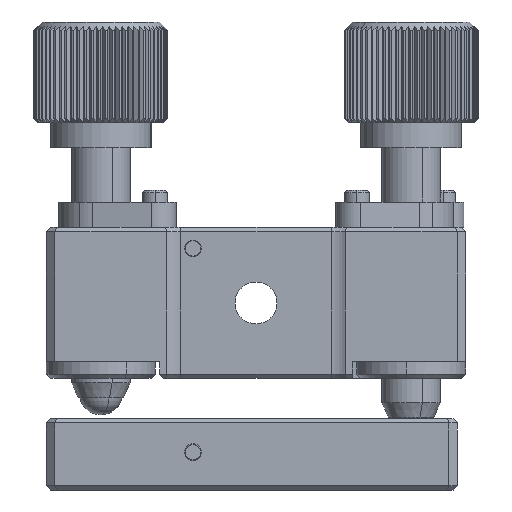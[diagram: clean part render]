
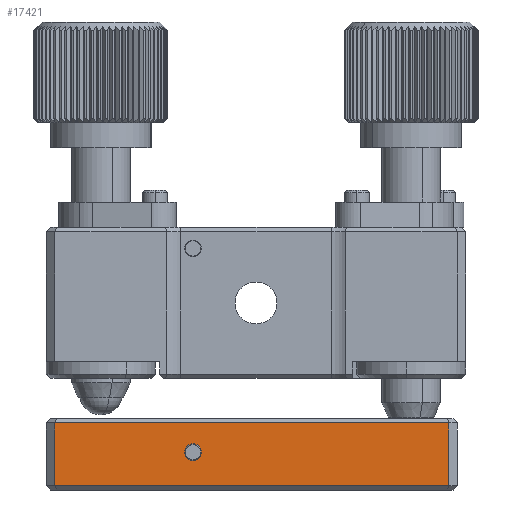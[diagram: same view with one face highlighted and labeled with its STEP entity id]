
A CAD part, left-side view. The second image highlights one B-rep face of the part: STEP entity #17421.
In plain terms, the highlighted planar face has unit normal (-1, 0, 0).
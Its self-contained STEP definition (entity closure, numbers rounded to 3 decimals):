
#1179 = EDGE_LOOP ( 'NONE', ( #11191, #7400, #32748, #7508 ) ) ;
#1271 = VERTEX_POINT ( 'NONE', #11906 ) ;
#1563 = AXIS2_PLACEMENT_3D ( 'NONE', #20977, #31538, #10964 ) ;
#1794 = DIRECTION ( 'NONE',  ( 0., 0., -1. ) ) ;
#2643 = VECTOR ( 'NONE', #5186, 1000. ) ;
#2704 = VECTOR ( 'NONE', #7788, 1000. ) ;
#2813 = CARTESIAN_POINT ( 'NONE',  ( -3.368, -14.126, 54.498 ) ) ;
#3180 = DIRECTION ( 'NONE',  ( 1., 0., 0. ) ) ;
#3426 = VERTEX_POINT ( 'NONE', #9576 ) ;
#3592 = AXIS2_PLACEMENT_3D ( 'NONE', #11155, #23899, #8507 ) ;
#4111 = VECTOR ( 'NONE', #5122, 1000. ) ;
#4621 = VERTEX_POINT ( 'NONE', #17893 ) ;
#5122 = DIRECTION ( 'NONE',  ( 0., 1., 0. ) ) ;
#5186 = DIRECTION ( 'NONE',  ( 0., 0., 1. ) ) ;
#5330 = CIRCLE ( 'NONE', #1563, 1. ) ;
#5783 = DIRECTION ( 'NONE',  ( 0., 0., -1. ) ) ;
#6551 = LINE ( 'NONE', #20753, #4111 ) ;
#7400 = ORIENTED_EDGE ( 'NONE', *, *, #25375, .T. ) ;
#7508 = ORIENTED_EDGE ( 'NONE', *, *, #22251, .T. ) ;
#7537 = ORIENTED_EDGE ( 'NONE', *, *, #29695, .F. ) ;
#7717 = VERTEX_POINT ( 'NONE', #26112 ) ;
#7788 = DIRECTION ( 'NONE',  ( 0., -1., 0. ) ) ;
#8507 = DIRECTION ( 'NONE',  ( 0., 0., 1. ) ) ;
#9576 = CARTESIAN_POINT ( 'NONE',  ( -3.368, -14.126, 54.998 ) ) ;
#9692 = FACE_OUTER_BOUND ( 'NONE', #1179, .T. ) ;
#10964 = DIRECTION ( 'NONE',  ( 0., 0., 1. ) ) ;
#11155 = CARTESIAN_POINT ( 'NONE',  ( -3.368, 16.374, 58.998 ) ) ;
#11191 = ORIENTED_EDGE ( 'NONE', *, *, #25268, .T. ) ;
#11473 = VERTEX_POINT ( 'NONE', #25055 ) ;
#11675 = LINE ( 'NONE', #28564, #2704 ) ;
#11906 = CARTESIAN_POINT ( 'NONE',  ( -3.368, -14.126, 62.498 ) ) ;
#15756 = VECTOR ( 'NONE', #1794, 1000. ) ;
#17111 = ORIENTED_EDGE ( 'NONE', *, *, #18829, .F. ) ;
#17420 = CARTESIAN_POINT ( 'NONE',  ( -3.368, 32.874, 54.498 ) ) ;
#17421 = ADVANCED_FACE ( 'NONE', ( #30843, #9692 ), #26769, .F. ) ;
#17893 = CARTESIAN_POINT ( 'NONE',  ( -3.368, 32.874, 62.498 ) ) ;
#18829 = EDGE_CURVE ( 'NONE', #11473, #7717, #33596, .T. ) ;
#19590 = VERTEX_POINT ( 'NONE', #24041 ) ;
#20753 = CARTESIAN_POINT ( 'NONE',  ( -3.368, -15.126, 62.498 ) ) ;
#20977 = CARTESIAN_POINT ( 'NONE',  ( -3.368, 16.374, 58.998 ) ) ;
#21428 = CARTESIAN_POINT ( 'NONE',  ( -3.368, -15.126, 54.498 ) ) ;
#21785 = LINE ( 'NONE', #2813, #2643 ) ;
#22251 = EDGE_CURVE ( 'NONE', #1271, #4621, #6551, .T. ) ;
#23899 = DIRECTION ( 'NONE',  ( -1., 0., 0. ) ) ;
#24041 = CARTESIAN_POINT ( 'NONE',  ( -3.368, 32.874, 54.998 ) ) ;
#24196 = EDGE_LOOP ( 'NONE', ( #17111, #7537 ) ) ;
#24331 = AXIS2_PLACEMENT_3D ( 'NONE', #21428, #3180, #5783 ) ;
#25055 = CARTESIAN_POINT ( 'NONE',  ( -3.368, 16.374, 59.998 ) ) ;
#25268 = EDGE_CURVE ( 'NONE', #4621, #19590, #27596, .T. ) ;
#25375 = EDGE_CURVE ( 'NONE', #19590, #3426, #11675, .T. ) ;
#26112 = CARTESIAN_POINT ( 'NONE',  ( -3.368, 16.374, 57.998 ) ) ;
#26769 = PLANE ( 'NONE',  #24331 ) ;
#27596 = LINE ( 'NONE', #17420, #15756 ) ;
#28564 = CARTESIAN_POINT ( 'NONE',  ( -3.368, -14.126, 54.998 ) ) ;
#29695 = EDGE_CURVE ( 'NONE', #7717, #11473, #5330, .T. ) ;
#30843 = FACE_BOUND ( 'NONE', #24196, .T. ) ;
#31538 = DIRECTION ( 'NONE',  ( -1., 0., 0. ) ) ;
#32748 = ORIENTED_EDGE ( 'NONE', *, *, #33575, .T. ) ;
#33575 = EDGE_CURVE ( 'NONE', #3426, #1271, #21785, .T. ) ;
#33596 = CIRCLE ( 'NONE', #3592, 1. ) ;
